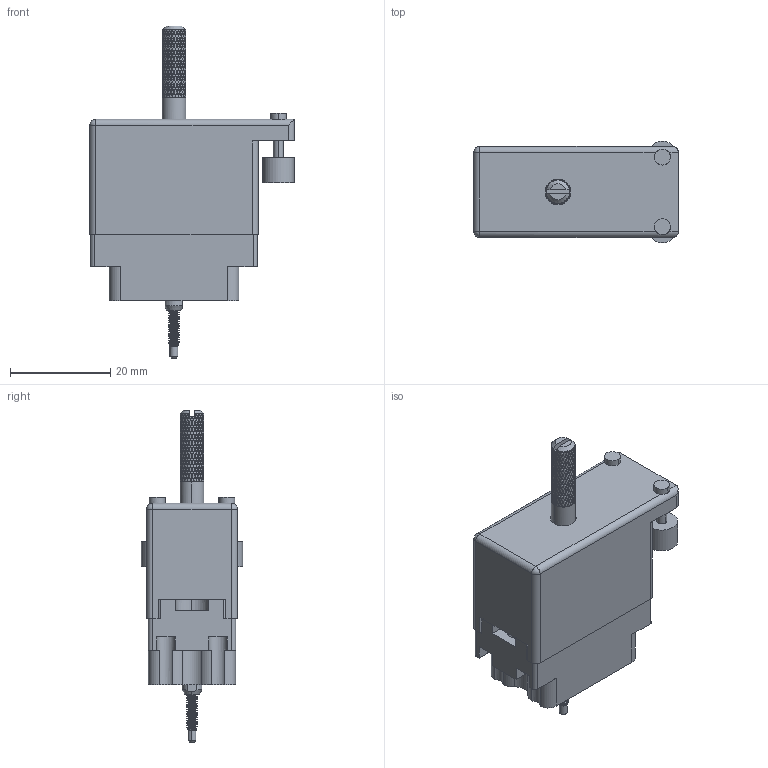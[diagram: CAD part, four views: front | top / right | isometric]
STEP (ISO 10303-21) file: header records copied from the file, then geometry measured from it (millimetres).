
FILE_DESCRIPTION (( 'STEP AP203' ), '1' );
FILE_NAME ('519-014-000-325.STEP', '2020-03-02T19:42:23', ( '' ), ( '' ), 'SwSTEP 2.0', 'SolidWorks 2016', '' );
FILE_SCHEMA (( 'CONFIG_CONTROL_DESIGN' ));
Length unit declared in the file: inch
Products named in the file (9): 516-250-020-111; 519 Plug Insulator_014; 516-230-001_Plastic - 020 Side Entry; 516-251-025-100; 516-253-025-100; 516-250-021-102_519; Actuating Screw Assy 020; 516-252-022-102; 519-014-000-325
Assembly tree (8 placements, depth 3):
  519-014-000-325
    519 Plug Insulator_014
    Actuating Screw Assy 020
      516-251-025-100
      516-250-021-102_519
      516-250-020-111
      516-253-025-100
      516-252-022-102
    516-230-001_Plastic - 020 Side Entry
Bounding box: 40.87 x 20.24 x 66.29 mm (x, y, z)
Volume: 9604.5 mm3; surface area: 13548.4 mm2
Topology: 7 solids, 7 shells, 3234 faces, 7176 edges, 3966 vertices
Faces by surface type: bspline 2022, cylinder 754, plane 436, cone 20, sphere 2
Entity records: 177204 total; most frequent: CARTESIAN_POINT 128221, ORIENTED_EDGE 14348, EDGE_CURVE 7174, DIRECTION 4910, VERTEX_POINT 3966, EDGE_LOOP 3306, FACE_OUTER_BOUND 3234, ADVANCED_FACE 3234
